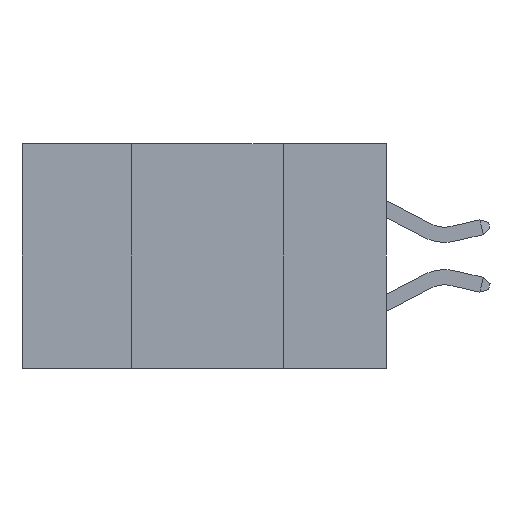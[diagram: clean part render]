
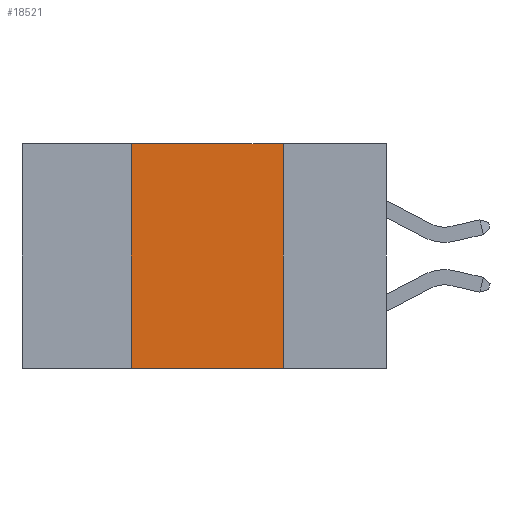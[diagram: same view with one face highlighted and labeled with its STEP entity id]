
A CAD part, left-side view. The second image highlights one B-rep face of the part: STEP entity #18521.
In plain terms, the highlighted planar face has unit normal (-1, 0, 0).
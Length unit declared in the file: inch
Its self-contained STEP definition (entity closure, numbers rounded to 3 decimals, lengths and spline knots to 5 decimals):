
#331 = EDGE_CURVE ( 'NONE', #25701, #15951, #24768, .T. ) ;
#962 = PLANE ( 'NONE',  #19967 ) ;
#1502 = EDGE_CURVE ( 'NONE', #25701, #2843, #15184, .T. ) ;
#1657 = ORIENTED_EDGE ( 'NONE', *, *, #1502, .F. ) ;
#2843 = VERTEX_POINT ( 'NONE', #25964 ) ;
#3017 = LINE ( 'NONE', #9964, #23852 ) ;
#3421 = EDGE_CURVE ( 'NONE', #2843, #20740, #20659, .T. ) ;
#4031 = CARTESIAN_POINT ( 'NONE',  ( 0., 0.6, 0. ) ) ;
#5628 = CARTESIAN_POINT ( 'NONE',  ( 0., 0.6, -0.37 ) ) ;
#6415 = ORIENTED_EDGE ( 'NONE', *, *, #11162, .F. ) ;
#6628 = DIRECTION ( 'NONE',  ( 0., 0., 1. ) ) ;
#7053 = VECTOR ( 'NONE', #6628, 39.37008 ) ;
#8165 = ORIENTED_EDGE ( 'NONE', *, *, #3421, .F. ) ;
#9867 = DIRECTION ( 'NONE',  ( 0., 0., -1. ) ) ;
#9964 = CARTESIAN_POINT ( 'NONE',  ( 0., 0.17, 0. ) ) ;
#11162 = EDGE_CURVE ( 'NONE', #20740, #15951, #3017, .T. ) ;
#13636 = DIRECTION ( 'NONE',  ( 0., -1., 0. ) ) ;
#13668 = CARTESIAN_POINT ( 'NONE',  ( 0., 0.42, -0.37 ) ) ;
#14317 = VECTOR ( 'NONE', #13636, 39.37008 ) ;
#14785 = CARTESIAN_POINT ( 'NONE',  ( 0., 0.17, -0.37 ) ) ;
#15184 = LINE ( 'NONE', #19201, #7053 ) ;
#15951 = VERTEX_POINT ( 'NONE', #14785 ) ;
#18521 = ADVANCED_FACE ( 'NONE', ( #19553 ), #962, .F. ) ;
#19091 = VECTOR ( 'NONE', #25213, 39.37008 ) ;
#19201 = CARTESIAN_POINT ( 'NONE',  ( 0., 0.42, 0. ) ) ;
#19553 = FACE_OUTER_BOUND ( 'NONE', #25730, .T. ) ;
#19967 = AXIS2_PLACEMENT_3D ( 'NONE', #4031, #26214, #27738 ) ;
#20659 = LINE ( 'NONE', #24200, #14317 ) ;
#20740 = VERTEX_POINT ( 'NONE', #20889 ) ;
#20889 = CARTESIAN_POINT ( 'NONE',  ( 0., 0.17, 0. ) ) ;
#21580 = ORIENTED_EDGE ( 'NONE', *, *, #331, .T. ) ;
#23852 = VECTOR ( 'NONE', #9867, 39.37008 ) ;
#24200 = CARTESIAN_POINT ( 'NONE',  ( 0., 0.6, 0. ) ) ;
#24768 = LINE ( 'NONE', #5628, #19091 ) ;
#25213 = DIRECTION ( 'NONE',  ( 0., -1., 0. ) ) ;
#25701 = VERTEX_POINT ( 'NONE', #13668 ) ;
#25730 = EDGE_LOOP ( 'NONE', ( #6415, #8165, #1657, #21580 ) ) ;
#25964 = CARTESIAN_POINT ( 'NONE',  ( 0., 0.42, 0. ) ) ;
#26214 = DIRECTION ( 'NONE',  ( 1., 0., 0. ) ) ;
#27738 = DIRECTION ( 'NONE',  ( 0., 0., -1. ) ) ;
